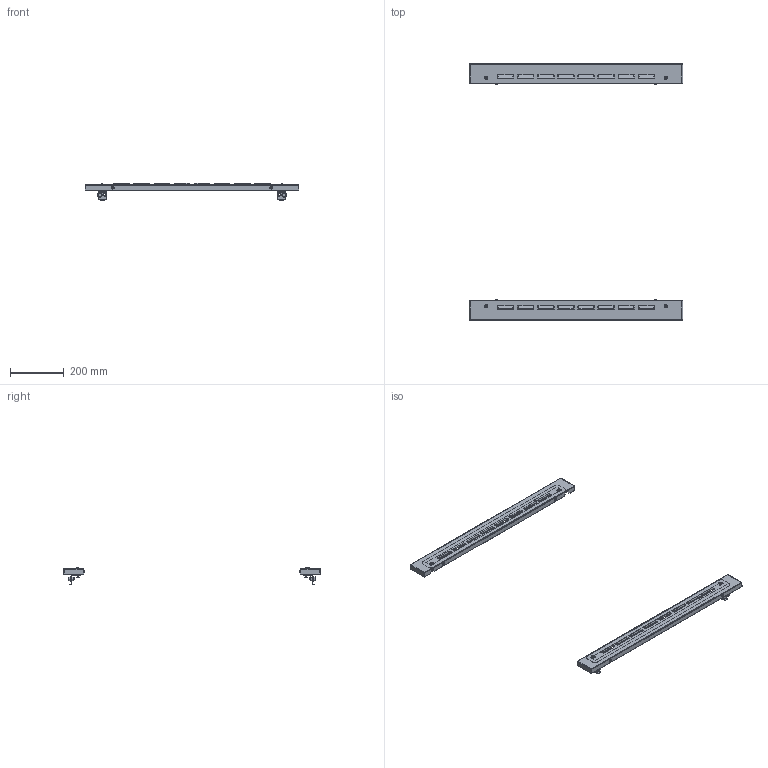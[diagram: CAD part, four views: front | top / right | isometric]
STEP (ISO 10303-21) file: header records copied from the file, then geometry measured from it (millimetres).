
FILE_DESCRIPTION (( 'STEP AP203' ), '1' );
FILE_NAME ('R5CPFA8100.00.step', '2013-11-11T08:11:03', ( 'User' ), ( 'DKC' ), 'SwSTEP 2.0', 'SolidWorks 2012', '' );
FILE_SCHEMA (( 'CONFIG_CONTROL_DESIGN' ));
Length unit declared in the file: millimetre
Products named in the file (16): AC00C548; AC00C112; Guarnizione CPFE_Guarnizione CPFE 800x100; QE02T182G; AC00C061_AC00C061; A5100043_A5100043; QE02C182_Piegato; Assieme7^R5CPFA8100.00; QE02T190G; QE02C190_Piegato; A3300003_A3300003; A0400005_A0400005; A1100001_A1100001; A0200018; AC00C172_AC00C172; R5CPFA8100.00
Assembly tree (43 placements, depth 4):
  R5CPFA8100.00
    QE02T182G
      QE02C182_Piegato
      A5100043_A5100043
      AC00C061_AC00C061
    Guarnizione CPFE_Guarnizione CPFE 800x100
    AC00C112  x4
    AC00C548  x2
    AC00C172_AC00C172  x2
    A0200018  x2
    A1100001_A1100001  x2
    A0400005_A0400005  x2
    A3300003_A3300003  x2
    Assieme7^R5CPFA8100.00
      QE02T190G
        QE02C190_Piegato
        A5100043_A5100043
        AC00C061_AC00C061
      Guarnizione CPFE_Guarnizione CPFE 800x100
      AC00C112  x4
      AC00C548  x2
      AC00C172_AC00C172  x2
      A0200018  x2
      A1100001_A1100001  x2
      A0400005_A0400005  x2
      A3300003_A3300003  x2
Bounding box: 794 x 956 x 63.38 mm (x, y, z)
Volume: 543922.6 mm3; surface area: 520341.6 mm2
Topology: 44 solids, 44 shells, 1960 faces, 4794 edges, 2948 vertices
Faces by surface type: plane 1114, cylinder 394, cone 332, torus 80, bspline 32, sphere 8
Entity records: 26982 total; most frequent: CARTESIAN_POINT 5601, DIRECTION 3946, ORIENTED_EDGE 3932, EDGE_CURVE 1966, AXIS2_PLACEMENT_3D 1333, VECTOR 1280, LINE 1280, VERTEX_POINT 1186
